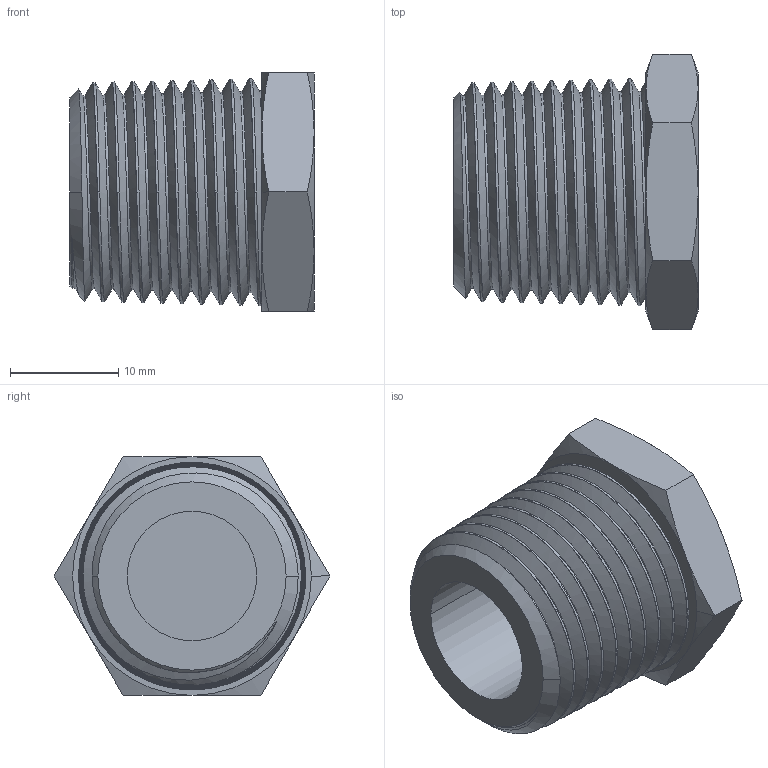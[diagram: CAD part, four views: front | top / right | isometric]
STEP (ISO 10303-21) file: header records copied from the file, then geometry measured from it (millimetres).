
FILE_DESCRIPTION (( 'STEP AP203' ), '1' );
FILE_NAME ('4452K144.step', '2011-01-19T15:29:04', ( 'jim' ), ( '' ), 'SwSTEP 2.0', 'SolidWorks 2007', '' );
FILE_SCHEMA (( 'CONFIG_CONTROL_DESIGN' ));
Length unit declared in the file: inch
Products named in the file (1): 4452K144
Bounding box: 22.61 x 25.52 x 22.1 mm (x, y, z)
Volume: 5281 mm3; surface area: 3666.9 mm2
Topology: 1 solids, 1 shells, 51 faces, 127 edges, 80 vertices
Faces by surface type: cone 35, plane 10, bspline 4, cylinder 2
Entity records: 6295 total; most frequent: CARTESIAN_POINT 5146, ORIENTED_EDGE 254, DIRECTION 170, EDGE_CURVE 127, VERTEX_POINT 80, B_SPLINE_CURVE_WITH_KNOTS 75, AXIS2_PLACEMENT_3D 70, EDGE_LOOP 53
